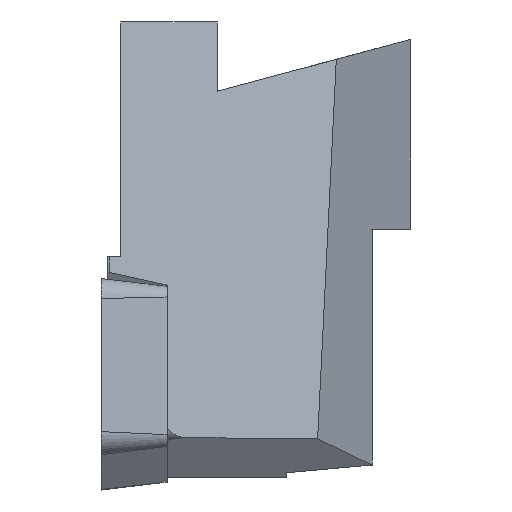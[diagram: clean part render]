
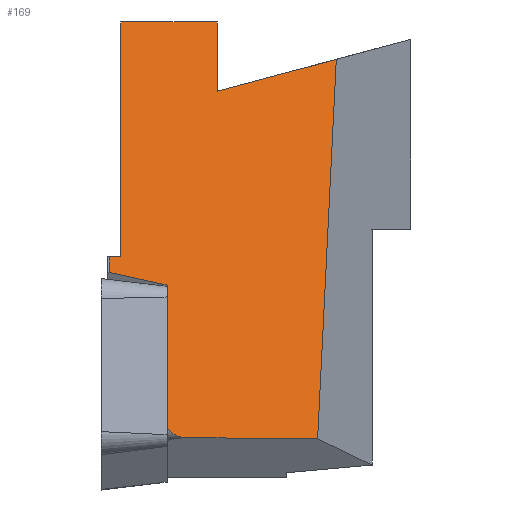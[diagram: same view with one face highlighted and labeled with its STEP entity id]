
A CAD part, left-side view. The second image highlights one B-rep face of the part: STEP entity #169.
In plain terms, the highlighted planar face has unit normal (-0.936, -0.342, 0.082).
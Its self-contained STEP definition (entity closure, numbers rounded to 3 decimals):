
#169=ADVANCED_FACE('',(#240),#212,.F.);
#212=PLANE('',#895);
#240=FACE_OUTER_BOUND('',#272,.T.);
#272=EDGE_LOOP('',(#329,#330,#331,#332,#333,#334,#335,#336,#337,#338,#339));
#326=ELLIPSE('',#894,1.462,0.5);
#329=ORIENTED_EDGE('',*,*,#596,.T.);
#330=ORIENTED_EDGE('',*,*,#597,.T.);
#331=ORIENTED_EDGE('',*,*,#598,.T.);
#332=ORIENTED_EDGE('',*,*,#599,.F.);
#333=ORIENTED_EDGE('',*,*,#600,.T.);
#334=ORIENTED_EDGE('',*,*,#601,.F.);
#335=ORIENTED_EDGE('',*,*,#602,.F.);
#336=ORIENTED_EDGE('',*,*,#603,.F.);
#337=ORIENTED_EDGE('',*,*,#604,.F.);
#338=ORIENTED_EDGE('',*,*,#605,.F.);
#339=ORIENTED_EDGE('',*,*,#606,.F.);
#527=VERTEX_POINT('',#1193);
#528=VERTEX_POINT('',#1194);
#529=VERTEX_POINT('',#1196);
#530=VERTEX_POINT('',#1198);
#531=VERTEX_POINT('',#1200);
#532=VERTEX_POINT('',#1202);
#533=VERTEX_POINT('',#1204);
#534=VERTEX_POINT('',#1206);
#535=VERTEX_POINT('',#1208);
#536=VERTEX_POINT('',#1210);
#537=VERTEX_POINT('',#1212);
#596=EDGE_CURVE('',#527,#528,#695,.T.);
#597=EDGE_CURVE('',#528,#529,#696,.T.);
#598=EDGE_CURVE('',#529,#530,#326,.T.);
#599=EDGE_CURVE('',#531,#530,#697,.T.);
#600=EDGE_CURVE('',#531,#532,#698,.T.);
#601=EDGE_CURVE('',#533,#532,#699,.T.);
#602=EDGE_CURVE('',#534,#533,#700,.T.);
#603=EDGE_CURVE('',#535,#534,#701,.T.);
#604=EDGE_CURVE('',#536,#535,#702,.T.);
#605=EDGE_CURVE('',#537,#536,#703,.T.);
#606=EDGE_CURVE('',#527,#537,#704,.T.);
#695=LINE('',#1192,#764);
#696=LINE('',#1195,#765);
#697=LINE('',#1199,#766);
#698=LINE('',#1201,#767);
#699=LINE('',#1203,#768);
#700=LINE('',#1205,#769);
#701=LINE('',#1207,#770);
#702=LINE('',#1209,#771);
#703=LINE('',#1211,#772);
#704=LINE('',#1213,#773);
#764=VECTOR('',#972,1.);
#765=VECTOR('',#973,1.);
#766=VECTOR('',#976,1.);
#767=VECTOR('',#977,1.);
#768=VECTOR('',#978,1.);
#769=VECTOR('',#979,1.);
#770=VECTOR('',#980,1.);
#771=VECTOR('',#981,1.);
#772=VECTOR('',#982,1.);
#773=VECTOR('',#983,1.);
#894=AXIS2_PLACEMENT_3D('',#1197,#974,#975);
#895=AXIS2_PLACEMENT_3D('',#1214,#984,#985);
#972=DIRECTION('',(0.32,-0.925,-0.203));
#973=DIRECTION('',(-0.087,0.,-0.996));
#974=DIRECTION('',(-0.936,-0.342,0.082));
#975=DIRECTION('',(0.341,-0.94,-0.03));
#976=DIRECTION('',(-0.343,0.939,0.007));
#977=DIRECTION('',(0.105,-0.049,0.993));
#978=DIRECTION('',(0.352,-0.904,0.242));
#979=DIRECTION('',(-0.087,0.,-0.996));
#980=DIRECTION('',(0.343,-0.939,0.));
#981=DIRECTION('',(0.087,0.,0.996));
#982=DIRECTION('',(0.343,-0.939,0.));
#983=DIRECTION('',(0.087,0.,0.996));
#984=DIRECTION('',(0.936,0.342,-0.082));
#985=DIRECTION('',(0.343,-0.939,0.));
#1192=CARTESIAN_POINT('',(-11.731,-0.811,-6.824));
#1193=CARTESIAN_POINT('',(-12.154,0.41,-6.556));
#1194=CARTESIAN_POINT('',(-11.43,-1.68,-7.015));
#1195=CARTESIAN_POINT('',(-10.962,-1.68,-1.658));
#1196=CARTESIAN_POINT('',(-11.877,-1.68,-12.118));
#1197=CARTESIAN_POINT('',(-11.379,-3.054,-12.162));
#1198=CARTESIAN_POINT('',(-11.706,-2.25,-12.54));
#1199=CARTESIAN_POINT('',(-11.923,-1.655,-12.536));
#1200=CARTESIAN_POINT('',(-9.925,-7.131,-12.575));
#1201=CARTESIAN_POINT('',(-8.829,-7.642,-2.176));
#1202=CARTESIAN_POINT('',(-8.478,-7.806,1.154));
#1203=CARTESIAN_POINT('',(-18.872,18.93,-6.01));
#1204=CARTESIAN_POINT('',(-10.152,-3.5,0.));
#1205=CARTESIAN_POINT('',(-10.834,-3.5,-7.801));
#1206=CARTESIAN_POINT('',(-9.933,-3.5,2.505));
#1207=CARTESIAN_POINT('',(-20.54,25.532,2.505));
#1208=CARTESIAN_POINT('',(-11.211,0.,2.505));
#1209=CARTESIAN_POINT('',(-12.103,0.,-7.69));
#1210=CARTESIAN_POINT('',(-11.955,0.,-5.995));
#1211=CARTESIAN_POINT('',(-22.324,28.38,-5.995));
#1212=CARTESIAN_POINT('',(-12.105,0.41,-5.995));
#1213=CARTESIAN_POINT('',(-13.024,0.41,-16.5));
#1214=CARTESIAN_POINT('',(-10.962,-1.68,-1.658));
